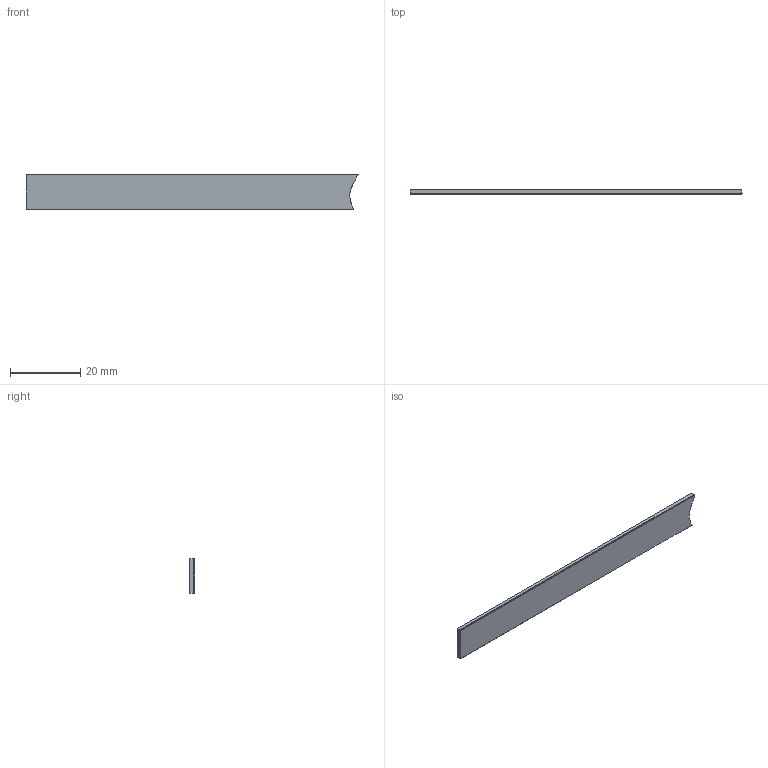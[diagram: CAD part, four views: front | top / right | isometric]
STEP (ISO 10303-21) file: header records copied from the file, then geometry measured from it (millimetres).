
FILE_DESCRIPTION (( 'STEP AP203' ), '1' );
FILE_NAME ('magnetic-tape-MS10.STEP', '2009-05-19T09:39:29', ( 'RLS D.O.O.' ), ( 'RLS D.O.O.' ), 'SwSTEP 2.0', 'SolidWorks 2009', '' );
FILE_SCHEMA (( 'CONFIG_CONTROL_DESIGN' ));
Length unit declared in the file: millimetre
Products named in the file (1): magnetic-tape-MS10
Bounding box: 94.49 x 1.5 x 10 mm (x, y, z)
Volume: 1302.9 mm3; surface area: 2144.8 mm2
Topology: 1 solids, 1 shells, 34 faces, 88 edges, 58 vertices
Faces by surface type: plane 31, cylinder 2, bspline 1
Entity records: 1133 total; most frequent: CARTESIAN_POINT 234, ORIENTED_EDGE 176, DIRECTION 152, EDGE_CURVE 88, VECTOR 80, LINE 80, VERTEX_POINT 58, EDGE_LOOP 36
